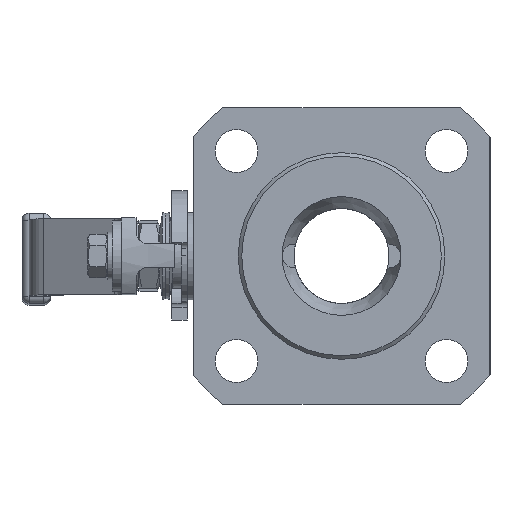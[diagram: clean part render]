
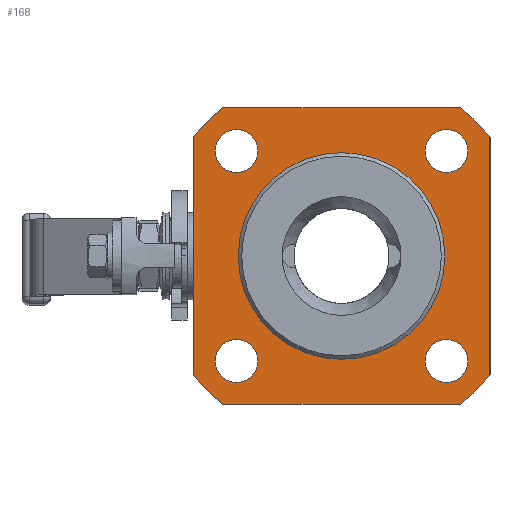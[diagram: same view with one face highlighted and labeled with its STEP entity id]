
A CAD part, left-side view. The second image highlights one B-rep face of the part: STEP entity #168.
In plain terms, the highlighted planar face has unit normal (-1, 0, 0).
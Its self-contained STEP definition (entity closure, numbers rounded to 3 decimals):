
#168=ADVANCED_FACE('',(#2301,#2303,#2305,#2307,#2309,#2311),#2313,.F.);
#2301=FACE_BOUND('',#2302,.T.);
#2302=EDGE_LOOP('',(#4102,#4103,#4104,#4105,#4106,#4107,#4108,#4109));
#2303=FACE_BOUND('',#2304,.T.);
#2304=EDGE_LOOP('',(#4110));
#2305=FACE_BOUND('',#2306,.T.);
#2306=EDGE_LOOP('',(#4111));
#2307=FACE_BOUND('',#2308,.T.);
#2308=EDGE_LOOP('',(#4112));
#2309=FACE_BOUND('',#2310,.T.);
#2310=EDGE_LOOP('',(#4113));
#2311=FACE_BOUND('',#2312,.T.);
#2312=EDGE_LOOP('',(#4114));
#2313=PLANE('',#2314);
#2314=AXIS2_PLACEMENT_3D('',#2315,#2316,#2317);
#2315=CARTESIAN_POINT('',(-47.5,0.,0.));
#2316=DIRECTION('',(1.,0.,0.));
#2317=DIRECTION('',(0.,1.,0.));
#4102=ORIENTED_EDGE('',*,*,#5091,.F.);
#4103=ORIENTED_EDGE('',*,*,#5092,.F.);
#4104=ORIENTED_EDGE('',*,*,#5093,.F.);
#4105=ORIENTED_EDGE('',*,*,#5094,.F.);
#4106=ORIENTED_EDGE('',*,*,#5095,.F.);
#4107=ORIENTED_EDGE('',*,*,#5096,.F.);
#4108=ORIENTED_EDGE('',*,*,#5097,.F.);
#4109=ORIENTED_EDGE('',*,*,#5098,.F.);
#4110=ORIENTED_EDGE('',*,*,#5081,.T.);
#4111=ORIENTED_EDGE('',*,*,#5099,.T.);
#4112=ORIENTED_EDGE('',*,*,#5100,.T.);
#4113=ORIENTED_EDGE('',*,*,#5101,.T.);
#4114=ORIENTED_EDGE('',*,*,#5102,.T.);
#5081=EDGE_CURVE('',#5585,#5585,#5586,.T.);
#5091=EDGE_CURVE('',#5605,#5606,#5607,.F.);
#5092=EDGE_CURVE('',#5608,#5605,#5609,.T.);
#5093=EDGE_CURVE('',#5610,#5608,#5611,.F.);
#5094=EDGE_CURVE('',#5612,#5610,#5613,.T.);
#5095=EDGE_CURVE('',#5614,#5612,#5615,.F.);
#5096=EDGE_CURVE('',#5616,#5614,#5617,.T.);
#5097=EDGE_CURVE('',#5618,#5616,#5619,.F.);
#5098=EDGE_CURVE('',#5606,#5618,#5620,.T.);
#5099=EDGE_CURVE('',#5621,#5621,#5622,.F.);
#5100=EDGE_CURVE('',#5623,#5623,#5624,.F.);
#5101=EDGE_CURVE('',#5625,#5625,#5626,.F.);
#5102=EDGE_CURVE('',#5627,#5627,#5628,.F.);
#5585=VERTEX_POINT('',#6446);
#5586=CIRCLE('',#6447,43.5);
#5605=VERTEX_POINT('',#6496);
#5606=VERTEX_POINT('',#6497);
#5607=CIRCLE('',#6498,80.);
#5608=VERTEX_POINT('',#6502);
#5609=LINE('',#6503,#6504);
#5610=VERTEX_POINT('',#6506);
#5611=CIRCLE('',#6507,80.);
#5612=VERTEX_POINT('',#6511);
#5613=LINE('',#6512,#6513);
#5614=VERTEX_POINT('',#6515);
#5615=CIRCLE('',#6516,80.);
#5616=VERTEX_POINT('',#6520);
#5617=LINE('',#6521,#6522);
#5618=VERTEX_POINT('',#6524);
#5619=CIRCLE('',#6525,80.);
#5620=LINE('',#6529,#6530);
#5621=VERTEX_POINT('',#6532);
#5622=CIRCLE('',#6533,9.);
#5623=VERTEX_POINT('',#6537);
#5624=CIRCLE('',#6538,9.);
#5625=VERTEX_POINT('',#6542);
#5626=CIRCLE('',#6543,9.);
#5627=VERTEX_POINT('',#6547);
#5628=CIRCLE('',#6548,9.);
#6446=CARTESIAN_POINT('',(-47.5,43.5,0.));
#6447=AXIS2_PLACEMENT_3D('',#6448,#6449,#6450);
#6448=CARTESIAN_POINT('',(-47.5,0.,0.));
#6449=DIRECTION('',(1.,0.,0.));
#6450=DIRECTION('',(0.,1.,0.));
#6496=CARTESIAN_POINT('',(-47.5,-49.937,62.5));
#6497=CARTESIAN_POINT('',(-47.5,-62.5,49.937));
#6498=AXIS2_PLACEMENT_3D('',#6499,#6500,#6501);
#6499=CARTESIAN_POINT('',(-47.5,0.,0.));
#6500=DIRECTION('',(-1.,0.,0.));
#6501=DIRECTION('',(0.,-0.781,0.624));
#6502=CARTESIAN_POINT('',(-47.5,49.937,62.5));
#6503=CARTESIAN_POINT('',(-47.5,49.937,62.5));
#6504=VECTOR('',#6505,1.);
#6505=DIRECTION('',(0.,-1.,0.));
#6506=CARTESIAN_POINT('',(-47.5,62.5,49.937));
#6507=AXIS2_PLACEMENT_3D('',#6508,#6509,#6510);
#6508=CARTESIAN_POINT('',(-47.5,0.,0.));
#6509=DIRECTION('',(-1.,0.,0.));
#6510=DIRECTION('',(0.,0.624,0.781));
#6511=CARTESIAN_POINT('',(-47.5,62.5,-49.937));
#6512=CARTESIAN_POINT('',(-47.5,62.5,-49.937));
#6513=VECTOR('',#6514,1.);
#6514=DIRECTION('',(0.,0.,1.));
#6515=CARTESIAN_POINT('',(-47.5,49.937,-62.5));
#6516=AXIS2_PLACEMENT_3D('',#6517,#6518,#6519);
#6517=CARTESIAN_POINT('',(-47.5,0.,0.));
#6518=DIRECTION('',(-1.,0.,0.));
#6519=DIRECTION('',(0.,0.781,-0.624));
#6520=CARTESIAN_POINT('',(-47.5,-49.937,-62.5));
#6521=CARTESIAN_POINT('',(-47.5,-49.937,-62.5));
#6522=VECTOR('',#6523,1.);
#6523=DIRECTION('',(0.,1.,0.));
#6524=CARTESIAN_POINT('',(-47.5,-62.5,-49.937));
#6525=AXIS2_PLACEMENT_3D('',#6526,#6527,#6528);
#6526=CARTESIAN_POINT('',(-47.5,0.,0.));
#6527=DIRECTION('',(-1.,0.,0.));
#6528=DIRECTION('',(0.,-0.624,-0.781));
#6529=CARTESIAN_POINT('',(-47.5,-62.5,49.937));
#6530=VECTOR('',#6531,1.);
#6531=DIRECTION('',(0.,0.,-1.));
#6532=CARTESIAN_POINT('',(-47.5,44.194,-53.194));
#6533=AXIS2_PLACEMENT_3D('',#6534,#6535,#6536);
#6534=CARTESIAN_POINT('',(-47.5,44.194,-44.194));
#6535=DIRECTION('',(-1.,0.,-0.));
#6536=DIRECTION('',(0.,0.,-1.));
#6537=CARTESIAN_POINT('',(-47.5,44.194,35.194));
#6538=AXIS2_PLACEMENT_3D('',#6539,#6540,#6541);
#6539=CARTESIAN_POINT('',(-47.5,44.194,44.194));
#6540=DIRECTION('',(-1.,0.,-0.));
#6541=DIRECTION('',(0.,0.,-1.));
#6542=CARTESIAN_POINT('',(-47.5,-44.194,35.194));
#6543=AXIS2_PLACEMENT_3D('',#6544,#6545,#6546);
#6544=CARTESIAN_POINT('',(-47.5,-44.194,44.194));
#6545=DIRECTION('',(-1.,0.,-0.));
#6546=DIRECTION('',(0.,0.,-1.));
#6547=CARTESIAN_POINT('',(-47.5,-44.194,-53.194));
#6548=AXIS2_PLACEMENT_3D('',#6549,#6550,#6551);
#6549=CARTESIAN_POINT('',(-47.5,-44.194,-44.194));
#6550=DIRECTION('',(-1.,0.,-0.));
#6551=DIRECTION('',(0.,0.,-1.));
